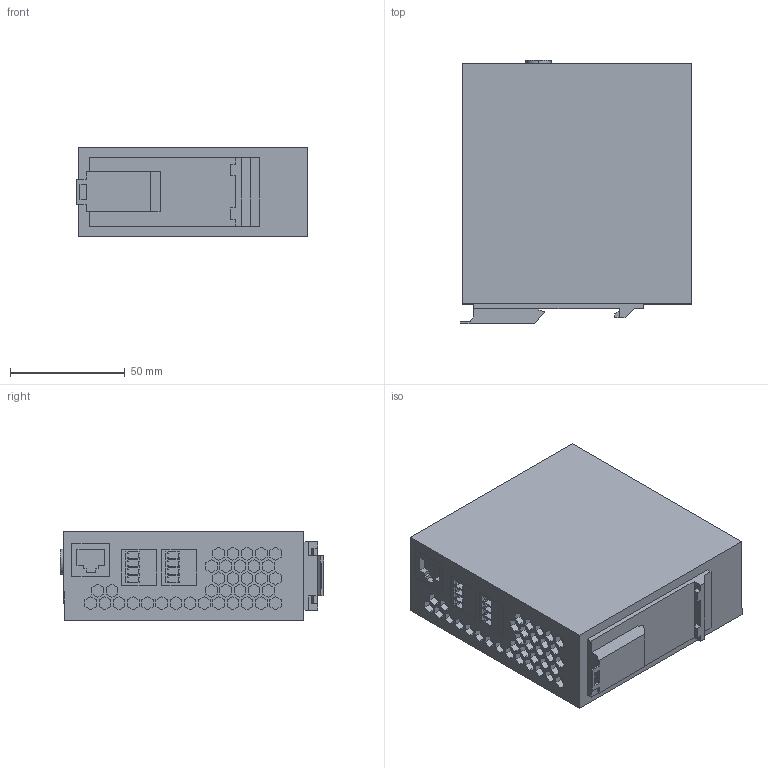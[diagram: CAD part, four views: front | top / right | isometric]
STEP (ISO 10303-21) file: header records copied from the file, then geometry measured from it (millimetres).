
FILE_DESCRIPTION(('SolidDesigner STEP Export'),'2;1');
FILE_NAME('2701863_FL_RED_2003E_PRP-select.stp','2013-12-17T14:23:18',(''),(''),'Creo Elements/Direct Modeling STEP processor for AP214 (Solid Model)','Creo Elements/Direct Modeling 18.1B 29-Sep-2012 (C) Parametric Technology GmbH','');
FILE_SCHEMA(('AUTOMOTIVE_DESIGN { 1 0 10303 214 1 1 1 1 }'));
Length unit declared in the file: millimetre
Products named in the file (2): 2701863_FL_RED_2003E_PRP-select
Assembly tree (1 placements, depth 2):
  2701863_FL_RED_2003E_PRP-select
    2701863_FL_RED_2003E_PRP-select
Bounding box: 100.87 x 114.8 x 39 mm (x, y, z)
Volume: 408609.9 mm3; surface area: 44757.3 mm2
Topology: 1 solids, 1 shells, 998 faces, 2607 edges, 1740 vertices
Faces by surface type: plane 972, cylinder 26
Entity records: 37935 total; most frequent: CARTESIAN_POINT 5320, ORIENTED_EDGE 5214, DIRECTION 4611, EDGE_CURVE 2607, VECTOR 2549, LINE 2549, VERTEX_POINT 1740, EDGE_LOOP 1129
